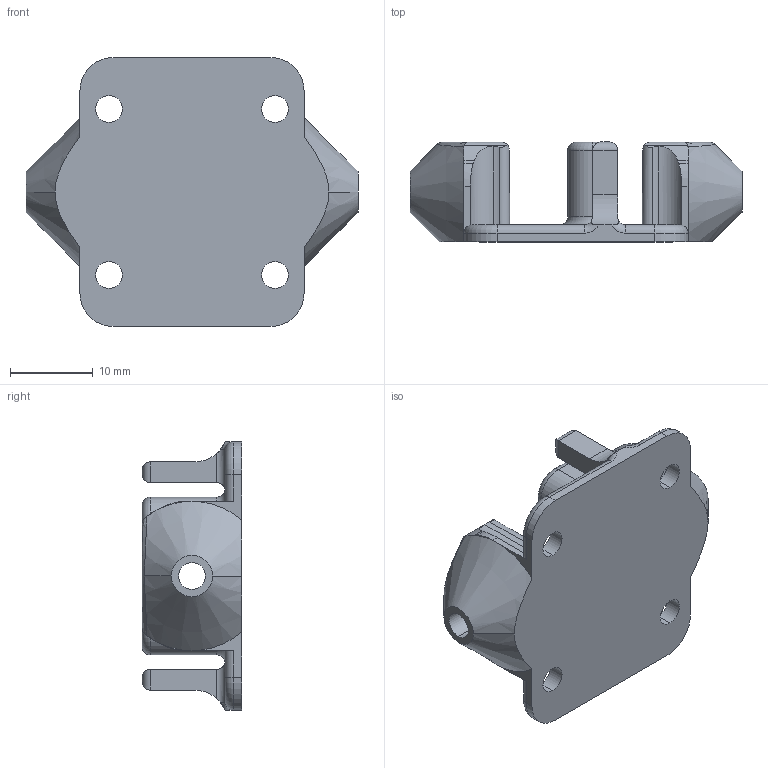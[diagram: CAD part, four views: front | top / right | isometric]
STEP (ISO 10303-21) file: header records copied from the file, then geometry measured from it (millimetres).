
FILE_DESCRIPTION (( 'STEP AP203' ), '1' );
FILE_NAME ('rod_and_belt_carriage.step', '2016-02-29T21:25:31', ( '' ), ( '' ), 'SwSTEP 2.0', 'SolidWorks 2015', '' );
FILE_SCHEMA (( 'CONFIG_CONTROL_DESIGN' ));
Length unit declared in the file: millimetre
Products named in the file (1): rod_and_belt_carriage
Bounding box: 40 x 12 x 32.4 mm (x, y, z)
Volume: 4935.6 mm3; surface area: 3929 mm2
Topology: 1 solids, 1 shells, 159 faces, 415 edges, 258 vertices
Faces by surface type: cylinder 83, plane 52, torus 16, cone 4, sphere 2, bspline 2
Entity records: 5330 total; most frequent: CARTESIAN_POINT 1421, ORIENTED_EDGE 826, DIRECTION 785, EDGE_CURVE 413, AXIS2_PLACEMENT_3D 294, VERTEX_POINT 258, VECTOR 197, LINE 197
